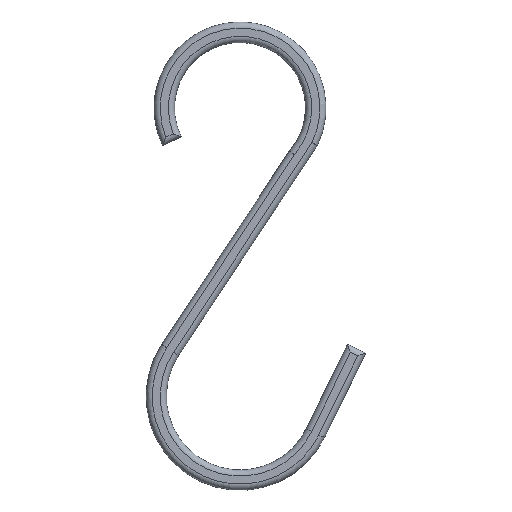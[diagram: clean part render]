
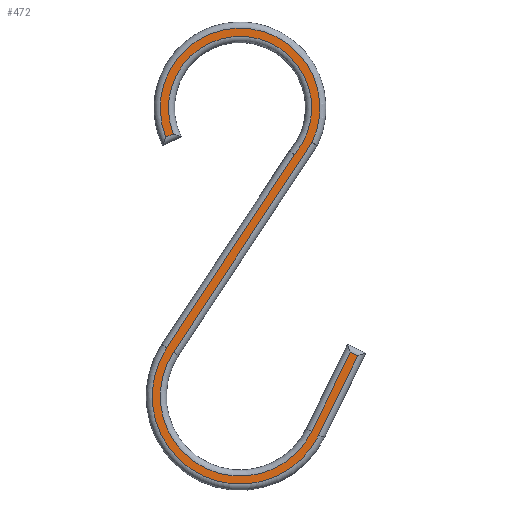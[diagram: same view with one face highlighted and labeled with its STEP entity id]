
A CAD part, top view. The second image highlights one B-rep face of the part: STEP entity #472.
In plain terms, the highlighted planar face has unit normal (0, 0, 1).
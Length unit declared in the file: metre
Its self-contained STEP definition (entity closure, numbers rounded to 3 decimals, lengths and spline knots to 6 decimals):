
#40=CIRCLE('',#526,0.0195);
#41=CIRCLE('',#527,0.0195);
#42=CIRCLE('',#528,0.0175);
#43=CIRCLE('',#529,0.021458);
#112=ORIENTED_EDGE('',*,*,#242,.T.);
#113=ORIENTED_EDGE('',*,*,#243,.T.);
#114=ORIENTED_EDGE('',*,*,#244,.T.);
#115=ORIENTED_EDGE('',*,*,#245,.T.);
#116=ORIENTED_EDGE('',*,*,#246,.T.);
#117=ORIENTED_EDGE('',*,*,#247,.T.);
#118=ORIENTED_EDGE('',*,*,#248,.T.);
#119=ORIENTED_EDGE('',*,*,#249,.T.);
#120=ORIENTED_EDGE('',*,*,#250,.T.);
#121=ORIENTED_EDGE('',*,*,#251,.T.);
#242=EDGE_CURVE('',#302,#303,#344,.T.);
#243=EDGE_CURVE('',#303,#304,#345,.F.);
#244=EDGE_CURVE('',#304,#305,#346,.F.);
#245=EDGE_CURVE('',#305,#306,#40,.F.);
#246=EDGE_CURVE('',#306,#307,#347,.F.);
#247=EDGE_CURVE('',#307,#308,#41,.T.);
#248=EDGE_CURVE('',#308,#309,#348,.F.);
#249=EDGE_CURVE('',#309,#310,#42,.F.);
#250=EDGE_CURVE('',#310,#311,#349,.F.);
#251=EDGE_CURVE('',#311,#302,#43,.T.);
#302=VERTEX_POINT('',#786);
#303=VERTEX_POINT('',#787);
#304=VERTEX_POINT('',#789);
#305=VERTEX_POINT('',#791);
#306=VERTEX_POINT('',#793);
#307=VERTEX_POINT('',#795);
#308=VERTEX_POINT('',#797);
#309=VERTEX_POINT('',#799);
#310=VERTEX_POINT('',#801);
#311=VERTEX_POINT('',#803);
#344=LINE('',#785,#378);
#345=LINE('',#788,#379);
#346=LINE('',#790,#380);
#347=LINE('',#794,#381);
#348=LINE('',#798,#382);
#349=LINE('',#802,#383);
#378=VECTOR('',#629,1.);
#379=VECTOR('',#630,1.);
#380=VECTOR('',#631,1.);
#381=VECTOR('',#634,1.);
#382=VECTOR('',#637,1.);
#383=VECTOR('',#640,1.);
#400=EDGE_LOOP('',(#112,#113,#114,#115,#116,#117,#118,#119,#120,#121));
#432=FACE_BOUND('',#400,.T.);
#460=PLANE('',#525);
#472=ADVANCED_FACE('',(#432),#460,.T.);
#525=AXIS2_PLACEMENT_3D('',#784,#627,#628);
#526=AXIS2_PLACEMENT_3D('',#792,#632,#633);
#527=AXIS2_PLACEMENT_3D('',#796,#635,#636);
#528=AXIS2_PLACEMENT_3D('',#800,#638,#639);
#529=AXIS2_PLACEMENT_3D('',#804,#641,#642);
#627=DIRECTION('',(0.,0.,1.));
#628=DIRECTION('',(1.,0.,0.));
#629=DIRECTION('',(0.438,0.899,0.));
#630=DIRECTION('',(0.899,-0.438,0.));
#631=DIRECTION('',(0.438,0.899,0.));
#632=DIRECTION('',(0.,0.,1.));
#633=DIRECTION('',(1.,0.,0.));
#634=DIRECTION('',(-0.551,-0.834,0.));
#635=DIRECTION('',(0.,0.,1.));
#636=DIRECTION('',(1.,0.,0.));
#637=DIRECTION('',(-0.899,-0.438,0.));
#638=DIRECTION('',(0.,0.,1.));
#639=DIRECTION('',(1.,0.,0.));
#640=DIRECTION('',(0.551,0.834,0.));
#641=DIRECTION('',(0.,0.,1.));
#642=DIRECTION('',(1.,0.,0.));
#784=CARTESIAN_POINT('',(-0.003733,-0.019578,0.005));
#785=CARTESIAN_POINT('',(0.021747,-0.043356,0.005));
#786=CARTESIAN_POINT('',(0.011683,-0.06399,0.005));
#787=CARTESIAN_POINT('',(0.021089,-0.044704,0.005));
#788=CARTESIAN_POINT('',(-0.008863,-0.030095,0.005));
#789=CARTESIAN_POINT('',(0.019329,-0.043846,0.005));
#790=CARTESIAN_POINT('',(0.024459,-0.033328,0.005));
#791=CARTESIAN_POINT('',(0.009923,-0.063132,0.005));
#792=CARTESIAN_POINT('',(-0.007604,-0.054584,0.005));
#793=CARTESIAN_POINT('',(-0.023875,-0.043838,0.005));
#794=CARTESIAN_POINT('',(-0.006602,-0.017683,0.005));
#795=CARTESIAN_POINT('',(0.009965,0.007403,0.005));
#796=CARTESIAN_POINT('',(-0.007604,0.015865,0.005));
#797=CARTESIAN_POINT('',(-0.025736,0.00869,0.005));
#798=CARTESIAN_POINT('',(-0.019099,0.011927,0.005));
#799=CARTESIAN_POINT('',(-0.023932,0.00957,0.005));
#800=CARTESIAN_POINT('',(-0.007604,0.015865,0.005));
#801=CARTESIAN_POINT('',(0.005692,0.004487,0.005));
#802=CARTESIAN_POINT('',(-0.008236,-0.016604,0.005));
#803=CARTESIAN_POINT('',(-0.025509,-0.042759,0.005));
#804=CARTESIAN_POINT('',(-0.007604,-0.054584,0.005));
